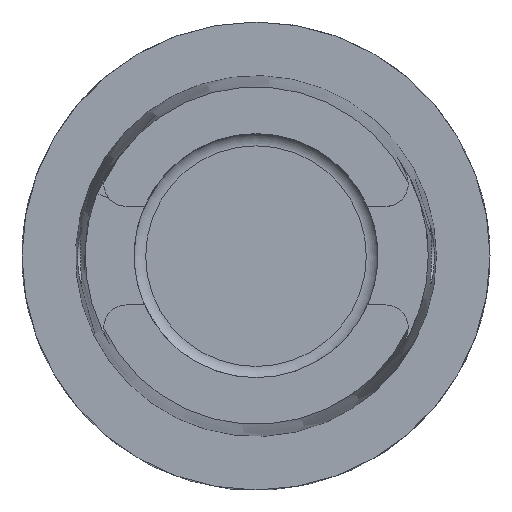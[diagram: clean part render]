
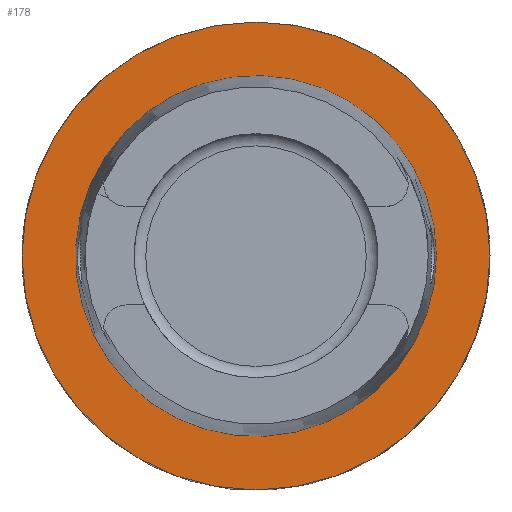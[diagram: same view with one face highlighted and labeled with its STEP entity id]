
A CAD part, top view. The second image highlights one B-rep face of the part: STEP entity #178.
In plain terms, the highlighted planar face has unit normal (0, 0, 1).
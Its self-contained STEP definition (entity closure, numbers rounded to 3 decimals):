
#61=PLANE('',#1369);
#98=FACE_BOUND('',#331,.T.);
#99=FACE_BOUND('',#332,.T.);
#178=ADVANCED_FACE('',(#98,#99),#61,.F.);
#331=EDGE_LOOP('',(#615));
#332=EDGE_LOOP('',(#616));
#401=CIRCLE('',#1330,24.975);
#422=CIRCLE('',#1367,19.255);
#615=ORIENTED_EDGE('',*,*,#959,.F.);
#616=ORIENTED_EDGE('',*,*,#1047,.T.);
#829=VERTEX_POINT('',#2114);
#894=VERTEX_POINT('',#2420);
#959=EDGE_CURVE('',#829,#829,#401,.T.);
#1047=EDGE_CURVE('',#894,#894,#422,.T.);
#1330=AXIS2_PLACEMENT_3D('',#2113,#1517,#1518);
#1367=AXIS2_PLACEMENT_3D('',#2419,#1633,#1634);
#1369=AXIS2_PLACEMENT_3D('',#2422,#1637,#1638);
#1517=DIRECTION('',(0.,0.,-1.));
#1518=DIRECTION('',(-1.,0.,0.));
#1633=DIRECTION('',(0.,0.,-1.));
#1634=DIRECTION('',(1.,0.,0.));
#1637=DIRECTION('',(0.,0.,-1.));
#1638=DIRECTION('',(-1.,0.,0.));
#2113=CARTESIAN_POINT('',(0.,0.,0.));
#2114=CARTESIAN_POINT('',(-24.975,0.,0.));
#2419=CARTESIAN_POINT('',(0.,0.,0.));
#2420=CARTESIAN_POINT('',(19.255,0.,0.));
#2422=CARTESIAN_POINT('',(0.,-20.365,0.));
